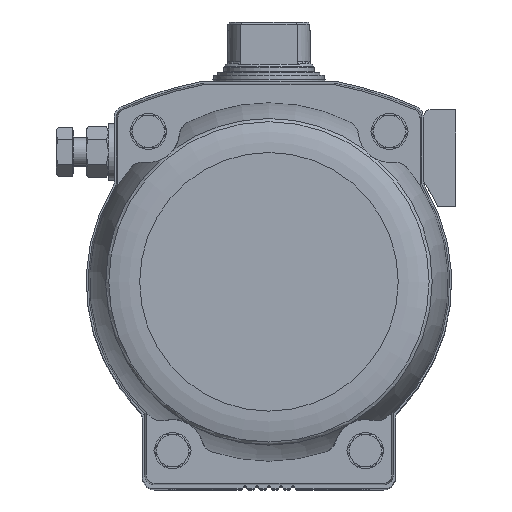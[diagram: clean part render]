
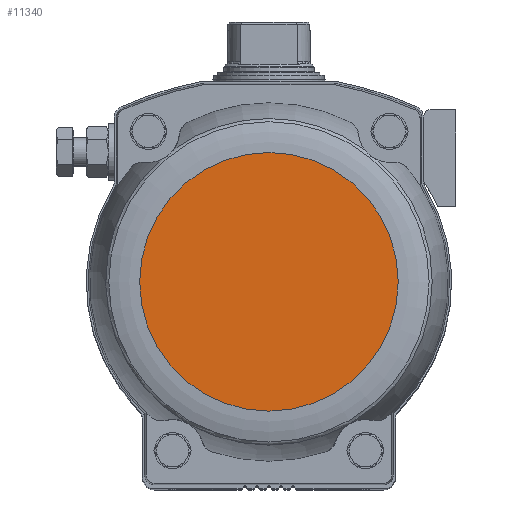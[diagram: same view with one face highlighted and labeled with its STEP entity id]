
A CAD part, top view. The second image highlights one B-rep face of the part: STEP entity #11340.
In plain terms, the highlighted planar face has unit normal (0, 0, 1).
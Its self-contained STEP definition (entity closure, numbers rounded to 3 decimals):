
#457=PLANE('',#12505);
#4120=ORIENTED_EDGE('',*,*,#6557,.T.);
#6557=EDGE_CURVE('',#7924,#7924,#8678,.T.);
#7924=VERTEX_POINT('',#19137);
#8678=CIRCLE('',#12504,64.36);
#9387=EDGE_LOOP('',(#4120));
#10340=FACE_BOUND('',#9387,.T.);
#11340=ADVANCED_FACE('',(#10340),#457,.F.);
#12504=AXIS2_PLACEMENT_3D('',#19136,#15023,#15024);
#12505=AXIS2_PLACEMENT_3D('',#19138,#15025,#15026);
#15023=DIRECTION('',(0.,0.,1.));
#15024=DIRECTION('',(1.,0.,0.));
#15025=DIRECTION('',(0.,0.,-1.));
#15026=DIRECTION('',(-1.,0.,0.));
#19136=CARTESIAN_POINT('',(0.,0.,214.15));
#19137=CARTESIAN_POINT('',(64.36,0.,214.15));
#19138=CARTESIAN_POINT('',(64.36,0.,214.15));
